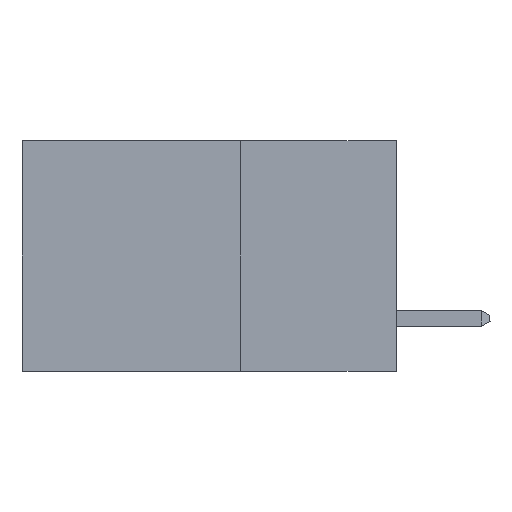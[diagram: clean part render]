
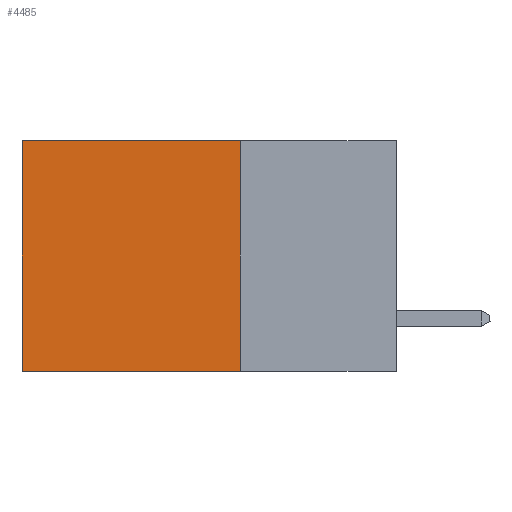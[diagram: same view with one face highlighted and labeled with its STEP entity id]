
A CAD part, left-side view. The second image highlights one B-rep face of the part: STEP entity #4485.
In plain terms, the highlighted planar face has unit normal (-1, 0, 0).
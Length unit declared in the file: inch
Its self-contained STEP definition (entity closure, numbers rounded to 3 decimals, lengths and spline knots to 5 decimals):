
#601 = CARTESIAN_POINT ( 'NONE',  ( 0.298, 0.6, 0. ) ) ;
#1415 = DIRECTION ( 'NONE',  ( 0., 0., -1. ) ) ;
#1882 = VECTOR ( 'NONE', #29170, 39.37008 ) ;
#2407 = LINE ( 'NONE', #19495, #8261 ) ;
#2608 = VECTOR ( 'NONE', #16699, 39.37008 ) ;
#4485 = ADVANCED_FACE ( 'NONE', ( #24619 ), #24769, .F. ) ;
#5133 = EDGE_CURVE ( 'NONE', #20621, #7223, #2407, .T. ) ;
#6510 = AXIS2_PLACEMENT_3D ( 'NONE', #10801, #22547, #1415 ) ;
#7223 = VERTEX_POINT ( 'NONE', #16598 ) ;
#8123 = LINE ( 'NONE', #10802, #1882 ) ;
#8186 = EDGE_CURVE ( 'NONE', #14866, #24135, #8123, .T. ) ;
#8190 = LINE ( 'NONE', #12210, #11436 ) ;
#8261 = VECTOR ( 'NONE', #26671, 39.37008 ) ;
#9675 = DIRECTION ( 'NONE',  ( 0., 1., 0. ) ) ;
#10801 = CARTESIAN_POINT ( 'NONE',  ( 0.298, 0.25, 0. ) ) ;
#10802 = CARTESIAN_POINT ( 'NONE',  ( 0.298, 0.25, 0. ) ) ;
#11436 = VECTOR ( 'NONE', #9675, 39.37008 ) ;
#12210 = CARTESIAN_POINT ( 'NONE',  ( 0.298, 0.25, -0.37 ) ) ;
#13604 = EDGE_CURVE ( 'NONE', #24135, #7223, #8190, .T. ) ;
#14611 = CARTESIAN_POINT ( 'NONE',  ( 0.298, 0.25, 0. ) ) ;
#14866 = VERTEX_POINT ( 'NONE', #14611 ) ;
#16598 = CARTESIAN_POINT ( 'NONE',  ( 0.298, 0.6, -0.37 ) ) ;
#16699 = DIRECTION ( 'NONE',  ( 0., 1., 0. ) ) ;
#19495 = CARTESIAN_POINT ( 'NONE',  ( 0.298, 0.6, 0. ) ) ;
#20621 = VERTEX_POINT ( 'NONE', #601 ) ;
#20815 = EDGE_LOOP ( 'NONE', ( #24406, #23925, #21744, #24687 ) ) ;
#21744 = ORIENTED_EDGE ( 'NONE', *, *, #8186, .F. ) ;
#22547 = DIRECTION ( 'NONE',  ( 1., 0., 0. ) ) ;
#23577 = CARTESIAN_POINT ( 'NONE',  ( 0.298, 0.25, -0.37 ) ) ;
#23925 = ORIENTED_EDGE ( 'NONE', *, *, #13604, .F. ) ;
#24135 = VERTEX_POINT ( 'NONE', #23577 ) ;
#24406 = ORIENTED_EDGE ( 'NONE', *, *, #5133, .T. ) ;
#24619 = FACE_OUTER_BOUND ( 'NONE', #20815, .T. ) ;
#24687 = ORIENTED_EDGE ( 'NONE', *, *, #27238, .T. ) ;
#24769 = PLANE ( 'NONE',  #6510 ) ;
#25798 = CARTESIAN_POINT ( 'NONE',  ( 0.298, 0.25, 0. ) ) ;
#26671 = DIRECTION ( 'NONE',  ( 0., 0., -1. ) ) ;
#27238 = EDGE_CURVE ( 'NONE', #14866, #20621, #29436, .T. ) ;
#29170 = DIRECTION ( 'NONE',  ( 0., 0., -1. ) ) ;
#29436 = LINE ( 'NONE', #25798, #2608 ) ;
